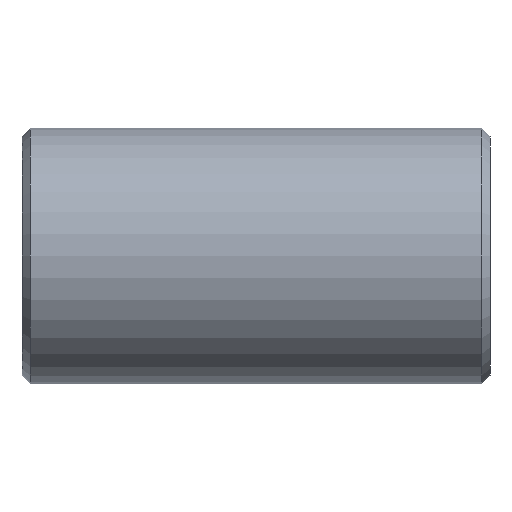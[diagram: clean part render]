
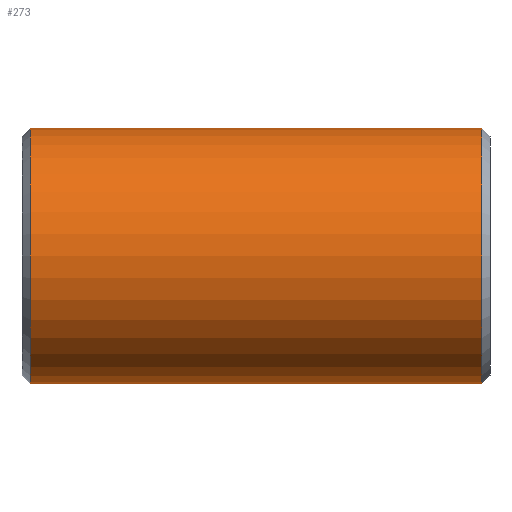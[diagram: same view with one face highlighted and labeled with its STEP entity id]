
A CAD part, front view. The second image highlights one B-rep face of the part: STEP entity #273.
In plain terms, the highlighted cylindrical face has radius 57.15 mm (diameter 114.3 mm), a partial arc.
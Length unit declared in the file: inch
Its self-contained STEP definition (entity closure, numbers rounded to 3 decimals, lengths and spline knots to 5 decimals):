
#16 = CARTESIAN_POINT ( 'NONE',  ( 3.974, 0., 0. ) ) ;
#64 = CARTESIAN_POINT ( 'NONE',  ( 3.974, 0., 2.25 ) ) ;
#87 = ORIENTED_EDGE ( 'NONE', *, *, #124, .T. ) ;
#91 = VERTEX_POINT ( 'NONE', #64 ) ;
#108 = AXIS2_PLACEMENT_3D ( 'NONE', #142, #406, #223 ) ;
#116 = DIRECTION ( 'NONE',  ( -1., 0., 0. ) ) ;
#124 = EDGE_CURVE ( 'NONE', #153, #91, #174, .T. ) ;
#142 = CARTESIAN_POINT ( 'NONE',  ( -3.974, 0., 0. ) ) ;
#153 = VERTEX_POINT ( 'NONE', #567 ) ;
#161 = EDGE_CURVE ( 'NONE', #361, #421, #853, .T. ) ;
#174 = CIRCLE ( 'NONE', #668, 2.25 ) ;
#214 = VECTOR ( 'NONE', #116, 39.37008 ) ;
#223 = DIRECTION ( 'NONE',  ( 0., 0., 1. ) ) ;
#273 = ADVANCED_FACE ( 'NONE', ( #851 ), #315, .T. ) ;
#315 = CYLINDRICAL_SURFACE ( 'NONE', #765, 2.25 ) ;
#318 = DIRECTION ( 'NONE',  ( -1., 0., 0. ) ) ;
#361 = VERTEX_POINT ( 'NONE', #436 ) ;
#406 = DIRECTION ( 'NONE',  ( 1., 0., 0. ) ) ;
#415 = EDGE_CURVE ( 'NONE', #91, #361, #704, .T. ) ;
#421 = VERTEX_POINT ( 'NONE', #652 ) ;
#436 = CARTESIAN_POINT ( 'NONE',  ( -3.974, 0., 2.25 ) ) ;
#438 = ORIENTED_EDGE ( 'NONE', *, *, #415, .T. ) ;
#440 = CARTESIAN_POINT ( 'NONE',  ( 4.12, 0., 0. ) ) ;
#472 = ORIENTED_EDGE ( 'NONE', *, *, #578, .F. ) ;
#514 = DIRECTION ( 'NONE',  ( -1., 0., 0. ) ) ;
#518 = CARTESIAN_POINT ( 'NONE',  ( 4.12, 0., 2.25 ) ) ;
#527 = LINE ( 'NONE', #798, #839 ) ;
#538 = ORIENTED_EDGE ( 'NONE', *, *, #161, .T. ) ;
#567 = CARTESIAN_POINT ( 'NONE',  ( 3.974, 0., -2.25 ) ) ;
#578 = EDGE_CURVE ( 'NONE', #153, #421, #527, .T. ) ;
#625 = DIRECTION ( 'NONE',  ( -1., 0., 0. ) ) ;
#652 = CARTESIAN_POINT ( 'NONE',  ( -3.974, 0., -2.25 ) ) ;
#668 = AXIS2_PLACEMENT_3D ( 'NONE', #16, #625, #764 ) ;
#704 = LINE ( 'NONE', #518, #214 ) ;
#718 = DIRECTION ( 'NONE',  ( 0., 0., 1. ) ) ;
#764 = DIRECTION ( 'NONE',  ( 0., 0., -1. ) ) ;
#765 = AXIS2_PLACEMENT_3D ( 'NONE', #440, #514, #718 ) ;
#766 = EDGE_LOOP ( 'NONE', ( #472, #87, #438, #538 ) ) ;
#798 = CARTESIAN_POINT ( 'NONE',  ( 4.12, 0., -2.25 ) ) ;
#839 = VECTOR ( 'NONE', #318, 39.37008 ) ;
#851 = FACE_OUTER_BOUND ( 'NONE', #766, .T. ) ;
#853 = CIRCLE ( 'NONE', #108, 2.25 ) ;
